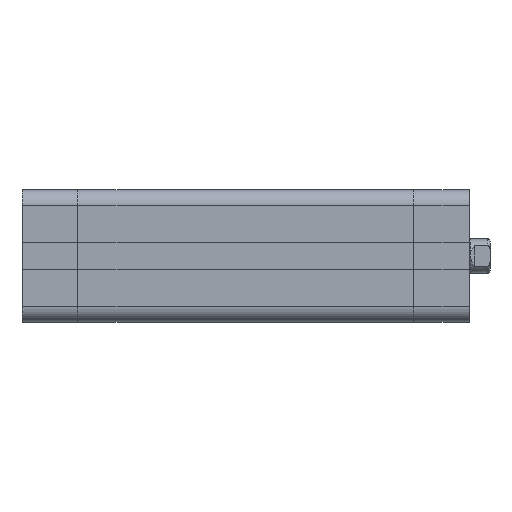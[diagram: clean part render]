
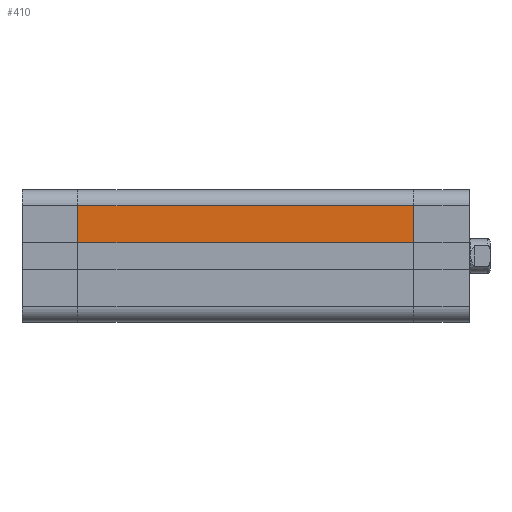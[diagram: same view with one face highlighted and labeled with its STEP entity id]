
A CAD part, front view. The second image highlights one B-rep face of the part: STEP entity #410.
In plain terms, the highlighted planar face has unit normal (0, -1, 0).
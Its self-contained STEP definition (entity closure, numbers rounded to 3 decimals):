
#28 = VERTEX_POINT ( 'NONE', #717 ) ;
#30 = VERTEX_POINT ( 'NONE', #731 ) ;
#116 = VERTEX_POINT ( 'NONE', #7757 ) ;
#288 = VERTEX_POINT ( 'NONE', #7674 ) ;
#317 = DIRECTION ( 'NONE',  ( 0., -1., 0. ) ) ;
#318 = DIRECTION ( 'NONE',  ( 0., 0., -1. ) ) ;
#410 = ADVANCED_FACE ( 'NONE', ( #5547 ), #7739, .T. ) ;
#717 = CARTESIAN_POINT ( 'NONE',  ( -11., -14.5, -73.5 ) ) ;
#731 = CARTESIAN_POINT ( 'NONE',  ( -2.85, -14.5, -73.5 ) ) ;
#2685 = EDGE_CURVE ( 'NONE', #28, #30, #4066, .T. ) ;
#2686 = EDGE_CURVE ( 'NONE', #30, #288, #4081, .T. ) ;
#2687 = EDGE_CURVE ( 'NONE', #116, #288, #4085, .T. ) ;
#2696 = EDGE_CURVE ( 'NONE', #28, #116, #4099, .T. ) ;
#3055 = AXIS2_PLACEMENT_3D ( 'NONE', #7736, #317, #318 ) ;
#4066 = LINE ( 'NONE', #6139, #4073 ) ;
#4073 = VECTOR ( 'NONE', #6140, 1000. ) ;
#4081 = LINE ( 'NONE', #6130, #4083 ) ;
#4083 = VECTOR ( 'NONE', #6142, 1000. ) ;
#4085 = LINE ( 'NONE', #6143, #4086 ) ;
#4086 = VECTOR ( 'NONE', #6144, 1000. ) ;
#4099 = LINE ( 'NONE', #6151, #4101 ) ;
#4101 = VECTOR ( 'NONE', #6163, 1000. ) ;
#4584 = EDGE_LOOP ( 'NONE', ( #5187, #5188, #5189, #5190 ) ) ;
#5187 = ORIENTED_EDGE ( 'NONE', *, *, #2686, .T. ) ;
#5188 = ORIENTED_EDGE ( 'NONE', *, *, #2687, .F. ) ;
#5189 = ORIENTED_EDGE ( 'NONE', *, *, #2696, .F. ) ;
#5190 = ORIENTED_EDGE ( 'NONE', *, *, #2685, .T. ) ;
#5547 = FACE_OUTER_BOUND ( 'NONE', #4584, .T. ) ;
#6130 = CARTESIAN_POINT ( 'NONE',  ( -2.85, -14.5, -73.5 ) ) ;
#6139 = CARTESIAN_POINT ( 'NONE',  ( -11., -14.5, -73.5 ) ) ;
#6140 = DIRECTION ( 'NONE',  ( 1., 0., 0. ) ) ;
#6142 = DIRECTION ( 'NONE',  ( 0., 0., 1. ) ) ;
#6143 = CARTESIAN_POINT ( 'NONE',  ( -11., -14.5, 0. ) ) ;
#6144 = DIRECTION ( 'NONE',  ( 1., 0., 0. ) ) ;
#6151 = CARTESIAN_POINT ( 'NONE',  ( -11., -14.5, -73.5 ) ) ;
#6163 = DIRECTION ( 'NONE',  ( 0., 0., 1. ) ) ;
#7674 = CARTESIAN_POINT ( 'NONE',  ( -2.85, -14.5, 0. ) ) ;
#7736 = CARTESIAN_POINT ( 'NONE',  ( -11., -14.5, -73.5 ) ) ;
#7739 = PLANE ( 'NONE',  #3055 ) ;
#7757 = CARTESIAN_POINT ( 'NONE',  ( -11., -14.5, 0. ) ) ;
